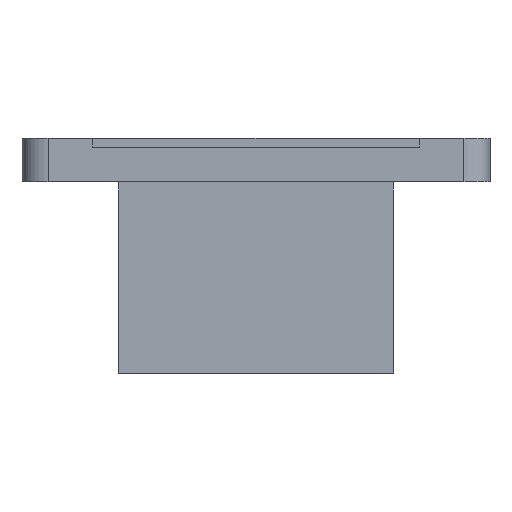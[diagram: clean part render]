
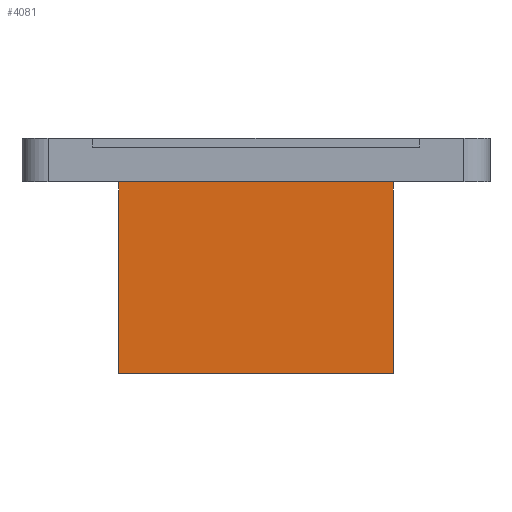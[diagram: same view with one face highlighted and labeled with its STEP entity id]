
A CAD part, left-side view. The second image highlights one B-rep face of the part: STEP entity #4081.
In plain terms, the highlighted planar face has unit normal (-1, 0, 0).
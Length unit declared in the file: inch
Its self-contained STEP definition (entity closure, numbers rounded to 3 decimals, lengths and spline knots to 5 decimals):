
#176 = ORIENTED_EDGE ( 'NONE', *, *, #938, .T. ) ;
#361 = DIRECTION ( 'NONE',  ( 0., -1., 0. ) ) ;
#608 = VERTEX_POINT ( 'NONE', #2569 ) ;
#865 = LINE ( 'NONE', #2823, #1167 ) ;
#938 = EDGE_CURVE ( 'NONE', #4069, #3313, #6240, .T. ) ;
#939 = DIRECTION ( 'NONE',  ( 0., 0., 1. ) ) ;
#1167 = VECTOR ( 'NONE', #4777, 39.37008 ) ;
#1226 = ORIENTED_EDGE ( 'NONE', *, *, #6249, .T. ) ;
#1744 = DIRECTION ( 'NONE',  ( 1., 0., 0. ) ) ;
#1780 = FACE_OUTER_BOUND ( 'NONE', #3241, .T. ) ;
#1986 = VECTOR ( 'NONE', #939, 39.37008 ) ;
#2409 = LINE ( 'NONE', #4727, #1986 ) ;
#2569 = CARTESIAN_POINT ( 'NONE',  ( -0.4135, -0.78836, -0.25 ) ) ;
#2823 = CARTESIAN_POINT ( 'NONE',  ( -0.4135, -0.78836, -0.25 ) ) ;
#3241 = EDGE_LOOP ( 'NONE', ( #5149, #176, #1226, #4537 ) ) ;
#3285 = DIRECTION ( 'NONE',  ( 0., 1., 0. ) ) ;
#3313 = VERTEX_POINT ( 'NONE', #5803 ) ;
#3332 = EDGE_CURVE ( 'NONE', #4069, #3393, #2409, .T. ) ;
#3393 = VERTEX_POINT ( 'NONE', #5744 ) ;
#3672 = CARTESIAN_POINT ( 'NONE',  ( -0.4135, 0.78836, -1.35 ) ) ;
#3856 = EDGE_CURVE ( 'NONE', #608, #3393, #865, .T. ) ;
#4069 = VERTEX_POINT ( 'NONE', #3672 ) ;
#4081 = ADVANCED_FACE ( 'NONE', ( #1780 ), #4743, .F. ) ;
#4117 = VECTOR ( 'NONE', #361, 39.37008 ) ;
#4537 = ORIENTED_EDGE ( 'NONE', *, *, #3856, .T. ) ;
#4727 = CARTESIAN_POINT ( 'NONE',  ( -0.4135, 0.78836, -4.48045 ) ) ;
#4743 = PLANE ( 'NONE',  #5584 ) ;
#4751 = CARTESIAN_POINT ( 'NONE',  ( -0.4135, -0.78836, -1.35 ) ) ;
#4777 = DIRECTION ( 'NONE',  ( 0., 1., 0. ) ) ;
#4846 = LINE ( 'NONE', #6242, #5545 ) ;
#5149 = ORIENTED_EDGE ( 'NONE', *, *, #3332, .F. ) ;
#5216 = CARTESIAN_POINT ( 'NONE',  ( -0.4135, -0.78836, -4.48045 ) ) ;
#5292 = DIRECTION ( 'NONE',  ( 0., 0., 1. ) ) ;
#5545 = VECTOR ( 'NONE', #5292, 39.37008 ) ;
#5584 = AXIS2_PLACEMENT_3D ( 'NONE', #5216, #1744, #3285 ) ;
#5744 = CARTESIAN_POINT ( 'NONE',  ( -0.4135, 0.78836, -0.25 ) ) ;
#5803 = CARTESIAN_POINT ( 'NONE',  ( -0.4135, -0.78836, -1.35 ) ) ;
#6240 = LINE ( 'NONE', #4751, #4117 ) ;
#6242 = CARTESIAN_POINT ( 'NONE',  ( -0.4135, -0.78836, -4.48045 ) ) ;
#6249 = EDGE_CURVE ( 'NONE', #3313, #608, #4846, .T. ) ;
